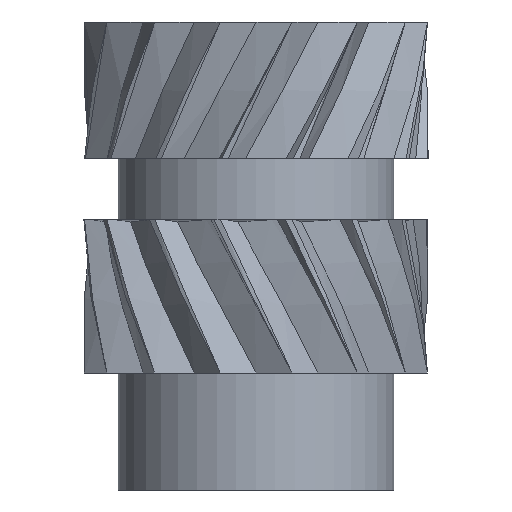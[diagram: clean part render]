
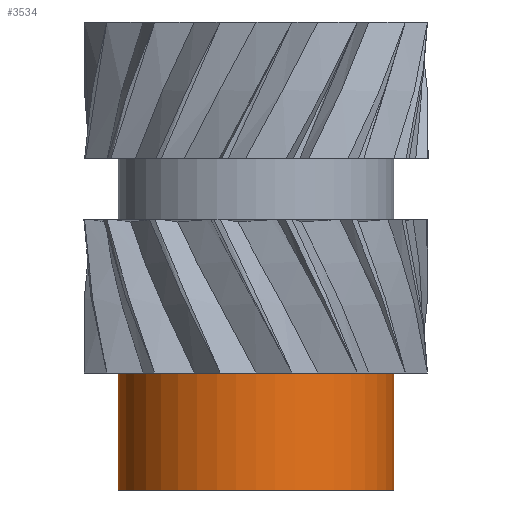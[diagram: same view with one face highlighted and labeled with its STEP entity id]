
A CAD part, front view. The second image highlights one B-rep face of the part: STEP entity #3534.
In plain terms, the highlighted free-form (B-spline) face has degree [1, 2] with [2, 9] control points.
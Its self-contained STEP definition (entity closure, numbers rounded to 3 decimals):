
#214 = CARTESIAN_POINT ( 'NONE',  ( -2.8, 2.8, 0. ) ) ;
#253 = EDGE_CURVE ( 'NONE', #7708, #7264, #2082, .T. ) ;
#300 = ORIENTED_EDGE ( 'NONE', *, *, #253, .T. ) ;
#345 = CARTESIAN_POINT ( 'NONE',  ( 2.8, 0., 2.375 ) ) ;
#1204 =( BOUNDED_CURVE ( )  B_SPLINE_CURVE ( 2, ( #9293, #7703, #11159, #10990, #10138 ),
 .UNSPECIFIED., .F., .F. ) 
 B_SPLINE_CURVE_WITH_KNOTS ( ( 3, 2, 3 ),
 ( 25.133, 28.274, 31.416 ),
 .UNSPECIFIED. ) 
 CURVE ( )  GEOMETRIC_REPRESENTATION_ITEM ( )  RATIONAL_B_SPLINE_CURVE ( ( 1., 0.707, 1., 0.707, 1. ) ) 
 REPRESENTATION_ITEM ( '' )  );
#1861 = CARTESIAN_POINT ( 'NONE',  ( 2.8, 2.8, 2.375 ) ) ;
#1920 = CARTESIAN_POINT ( 'NONE',  ( 2.8, -2.8, 2.375 ) ) ;
#2005 = VERTEX_POINT ( 'NONE', #8037 ) ;
#2082 = B_SPLINE_CURVE_WITH_KNOTS ( 'NONE', 1,
 ( #11107, #3332 ),
 .UNSPECIFIED., .F., .F.,
 ( 2, 2 ),
 ( 0., 6. ),
 .UNSPECIFIED. ) ;
#2511 = EDGE_CURVE ( 'NONE', #7264, #2005, #6576, .T. ) ;
#2843 = CARTESIAN_POINT ( 'NONE',  ( 0., 2.8, 2.375 ) ) ;
#2899 = CARTESIAN_POINT ( 'NONE',  ( -2.8, 2.8, 2.375 ) ) ;
#3332 = CARTESIAN_POINT ( 'NONE',  ( 2.8, 0., 2.375 ) ) ;
#3534 = ADVANCED_FACE ( 'NONE', ( #10618 ), #11221, .T. ) ;
#3594 = CARTESIAN_POINT ( 'NONE',  ( 2.8, 0., 2.375 ) ) ;
#3690 = CARTESIAN_POINT ( 'NONE',  ( 2.8, 2.8, 0. ) ) ;
#3747 = CARTESIAN_POINT ( 'NONE',  ( 2.8, 0., 0. ) ) ;
#4240 = CARTESIAN_POINT ( 'NONE',  ( 2.8, 0., 0. ) ) ;
#5120 = EDGE_CURVE ( 'NONE', #7708, #5583, #1204, .T. ) ;
#5336 = CARTESIAN_POINT ( 'NONE',  ( -2.8, 0., 0. ) ) ;
#5386 = CARTESIAN_POINT ( 'NONE',  ( -2.8, 0., 0. ) ) ;
#5453 = CARTESIAN_POINT ( 'NONE',  ( 0., -2.8, 0. ) ) ;
#5583 = VERTEX_POINT ( 'NONE', #5386 ) ;
#6122 = CARTESIAN_POINT ( 'NONE',  ( 0., -2.8, 2.375 ) ) ;
#6262 = CARTESIAN_POINT ( 'NONE',  ( -2.8, 0., 2.375 ) ) ;
#6417 = CARTESIAN_POINT ( 'NONE',  ( 0., -2.8, 2.375 ) ) ;
#6576 =( BOUNDED_CURVE ( )  B_SPLINE_CURVE ( 2, ( #3594, #9731, #6417, #9836, #7173 ),
 .UNSPECIFIED., .F., .F. ) 
 B_SPLINE_CURVE_WITH_KNOTS ( ( 3, 2, 3 ),
 ( 25.133, 28.274, 31.416 ),
 .UNSPECIFIED. ) 
 CURVE ( )  GEOMETRIC_REPRESENTATION_ITEM ( )  RATIONAL_B_SPLINE_CURVE ( ( 1., 0.707, 1., 0.707, 1. ) ) 
 REPRESENTATION_ITEM ( '' )  );
#7173 = CARTESIAN_POINT ( 'NONE',  ( -2.8, 0., 2.375 ) ) ;
#7264 = VERTEX_POINT ( 'NONE', #345 ) ;
#7278 = EDGE_CURVE ( 'NONE', #5583, #2005, #10442, .T. ) ;
#7703 = CARTESIAN_POINT ( 'NONE',  ( 2.8, -2.8, 0. ) ) ;
#7708 = VERTEX_POINT ( 'NONE', #4240 ) ;
#8008 = CARTESIAN_POINT ( 'NONE',  ( 2.8, -2.8, 0. ) ) ;
#8037 = CARTESIAN_POINT ( 'NONE',  ( -2.8, 0., 2.375 ) ) ;
#8063 = CARTESIAN_POINT ( 'NONE',  ( -2.8, -2.8, 2.375 ) ) ;
#8736 = CARTESIAN_POINT ( 'NONE',  ( -2.8, -2.8, 0. ) ) ;
#8884 = ORIENTED_EDGE ( 'NONE', *, *, #7278, .F. ) ;
#8889 = ORIENTED_EDGE ( 'NONE', *, *, #5120, .F. ) ;
#8917 = CARTESIAN_POINT ( 'NONE',  ( 2.8, 0., 2.375 ) ) ;
#9293 = CARTESIAN_POINT ( 'NONE',  ( 2.8, 0., 0. ) ) ;
#9655 = CARTESIAN_POINT ( 'NONE',  ( 0., 2.8, 0. ) ) ;
#9714 = CARTESIAN_POINT ( 'NONE',  ( 2.8, 0., 0. ) ) ;
#9731 = CARTESIAN_POINT ( 'NONE',  ( 2.8, -2.8, 2.375 ) ) ;
#9836 = CARTESIAN_POINT ( 'NONE',  ( -2.8, -2.8, 2.375 ) ) ;
#9887 = CARTESIAN_POINT ( 'NONE',  ( -2.8, 0., 0. ) ) ;
#10005 = ORIENTED_EDGE ( 'NONE', *, *, #2511, .T. ) ;
#10138 = CARTESIAN_POINT ( 'NONE',  ( -2.8, 0., 0. ) ) ;
#10324 = EDGE_LOOP ( 'NONE', ( #8884, #8889, #300, #10005 ) ) ;
#10442 = B_SPLINE_CURVE_WITH_KNOTS ( 'NONE', 1,
 ( #9887, #6262 ),
 .UNSPECIFIED., .F., .F.,
 ( 2, 2 ),
 ( 0., 6. ),
 .UNSPECIFIED. ) ;
#10445 = CARTESIAN_POINT ( 'NONE',  ( 2.8, 0., 2.375 ) ) ;
#10618 = FACE_OUTER_BOUND ( 'NONE', #10324, .T. ) ;
#10669 = CARTESIAN_POINT ( 'NONE',  ( -2.8, 0., 2.375 ) ) ;
#10990 = CARTESIAN_POINT ( 'NONE',  ( -2.8, -2.8, 0. ) ) ;
#11107 = CARTESIAN_POINT ( 'NONE',  ( 2.8, 0., 0. ) ) ;
#11159 = CARTESIAN_POINT ( 'NONE',  ( 0., -2.8, 0. ) ) ;
#11221 =( BOUNDED_SURFACE ( )  B_SPLINE_SURFACE ( 1, 2, ( 
 ( #3747, #8008, #5453, #8736, #5336, #214, #9655, #3690, #9714 ),
 ( #10445, #1920, #6122, #8063, #10669, #2899, #2843, #1861, #8917 ) ),
 .UNSPECIFIED., .F., .T., .F. ) 
 B_SPLINE_SURFACE_WITH_KNOTS ( ( 2, 2 ),
 ( 3, 2, 2, 2, 3 ),
 ( 0., 6. ),
 ( 25.133, 28.274, 31.416, 34.558, 37.699 ),
 .UNSPECIFIED. ) 
 GEOMETRIC_REPRESENTATION_ITEM ( )  RATIONAL_B_SPLINE_SURFACE ( (
 ( 1., 0.707, 1., 0.707, 1., 0.707, 1., 0.707, 1.),
 ( 1., 0.707, 1., 0.707, 1., 0.707, 1., 0.707, 1.) ) ) 
 REPRESENTATION_ITEM ( '' )  SURFACE ( )  );
